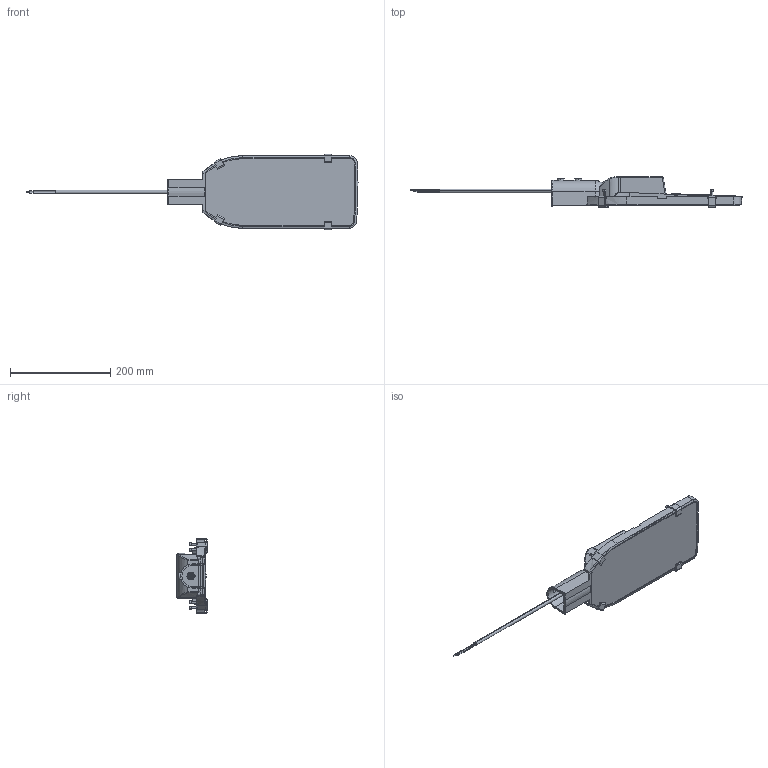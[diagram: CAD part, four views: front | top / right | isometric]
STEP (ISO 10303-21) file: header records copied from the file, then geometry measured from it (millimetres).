
FILE_DESCRIPTION (( 'STEP AP214' ), '1' );
FILE_NAME ('LDKU0-1002-050-5000-K03 Ñâåòèëüíèê LED ÄÊÓ 1002-50Ä 5000Ê IP65 ñåðûé IEK.STEP', '2019-03-21T09:15:04', ( '' ), ( '' ), 'SwSTEP 2.0', 'SolidWorks 2017', '' );
FILE_SCHEMA (( 'AUTOMOTIVE_DESIGN' ));
Length unit declared in the file: millimetre
Products named in the file (1): LDKU0-1002-050-5000-K03 Ñâåòèëüíèê LED ÄÊÓ 1002-50Ä 5000Ê IP65 ñåðûé IEK
Bounding box: 663.53 x 61.5 x 150 mm (x, y, z)
Volume: 1061589.8 mm3; surface area: 213665.6 mm2
Topology: 33 solids, 33 shells, 602 faces, 1501 edges, 983 vertices
Faces by surface type: plane 336, cylinder 178, cone 45, bspline 33, torus 6, sphere 4
Entity records: 20021 total; most frequent: CARTESIAN_POINT 5313, ORIENTED_EDGE 2998, DIRECTION 2950, EDGE_CURVE 1499, AXIS2_PLACEMENT_3D 1035, VERTEX_POINT 983, LINE 880, VECTOR 880
